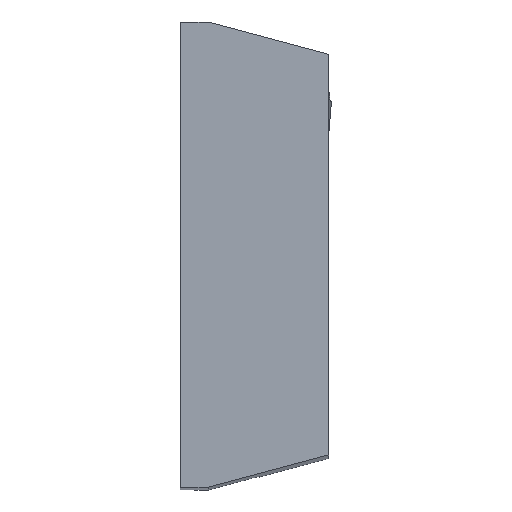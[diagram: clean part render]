
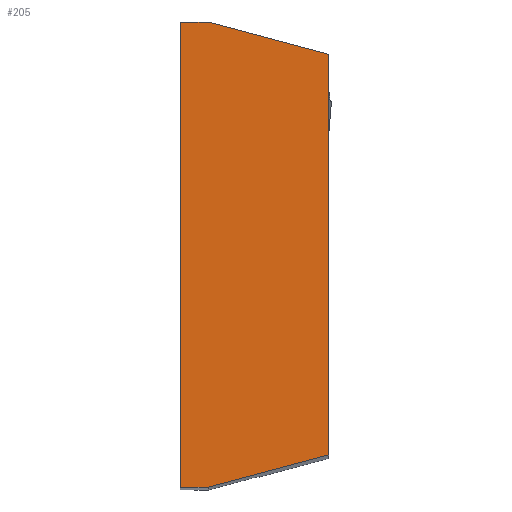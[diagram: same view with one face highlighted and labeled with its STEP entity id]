
A CAD part, top view. The second image highlights one B-rep face of the part: STEP entity #205.
In plain terms, the highlighted planar face has unit normal (0, 0, 1).
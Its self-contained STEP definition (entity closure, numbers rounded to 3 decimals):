
#205=ADVANCED_FACE('CU_SU_BACK',(#317),#277,.F.);
#277=PLANE('',#1573);
#317=FACE_OUTER_BOUND('',#392,.T.);
#392=EDGE_LOOP('',(#514,#515,#516,#517,#518,#519));
#514=ORIENTED_EDGE('',*,*,#1046,.F.);
#515=ORIENTED_EDGE('',*,*,#1047,.F.);
#516=ORIENTED_EDGE('',*,*,#1048,.T.);
#517=ORIENTED_EDGE('',*,*,#1037,.T.);
#518=ORIENTED_EDGE('',*,*,#1049,.F.);
#519=ORIENTED_EDGE('',*,*,#1044,.F.);
#900=VERTEX_POINT('',#2216);
#901=VERTEX_POINT('',#2218);
#906=VERTEX_POINT('',#2230);
#907=VERTEX_POINT('',#2232);
#908=VERTEX_POINT('',#2236);
#909=VERTEX_POINT('',#2238);
#1037=EDGE_CURVE('',#901,#900,#1229,.T.);
#1044=EDGE_CURVE('',#906,#907,#1235,.T.);
#1046=EDGE_CURVE('',#908,#906,#1237,.T.);
#1047=EDGE_CURVE('',#909,#908,#1238,.T.);
#1048=EDGE_CURVE('',#909,#901,#1239,.T.);
#1049=EDGE_CURVE('',#907,#900,#1240,.T.);
#1229=LINE('',#2217,#1357);
#1235=LINE('',#2231,#1363);
#1237=LINE('',#2235,#1365);
#1238=LINE('',#2237,#1366);
#1239=LINE('',#2239,#1367);
#1240=LINE('',#2240,#1368);
#1357=VECTOR('',#1750,1.);
#1363=VECTOR('',#1760,1.);
#1365=VECTOR('',#1764,1.);
#1366=VECTOR('',#1765,1.);
#1367=VECTOR('',#1766,1.);
#1368=VECTOR('',#1767,1.);
#1573=AXIS2_PLACEMENT_3D('',#2241,#1768,#1769);
#1750=DIRECTION('',(0.966,0.259,0.));
#1760=DIRECTION('',(0.966,-0.259,0.));
#1764=DIRECTION('',(1.,0.,0.));
#1765=DIRECTION('',(0.,1.,0.));
#1766=DIRECTION('',(1.,0.,0.));
#1767=DIRECTION('',(0.,-1.,0.));
#1768=DIRECTION('',(0.,0.,-1.));
#1769=DIRECTION('',(-1.,0.,0.));
#2216=CARTESIAN_POINT('',(8.,2.144,0.));
#2217=CARTESIAN_POINT('',(1.5,0.402,0.));
#2218=CARTESIAN_POINT('',(1.5,0.402,0.));
#2230=CARTESIAN_POINT('',(1.5,25.498,0.));
#2231=CARTESIAN_POINT('',(1.5,25.498,0.));
#2232=CARTESIAN_POINT('',(8.,23.756,0.));
#2235=CARTESIAN_POINT('',(0.,25.498,0.));
#2236=CARTESIAN_POINT('',(0.,25.498,0.));
#2237=CARTESIAN_POINT('',(0.,-8.,0.));
#2238=CARTESIAN_POINT('',(0.,0.402,0.));
#2239=CARTESIAN_POINT('',(0.,0.402,0.));
#2240=CARTESIAN_POINT('',(8.,33.9,0.));
#2241=CARTESIAN_POINT('',(0.,0.,0.));
